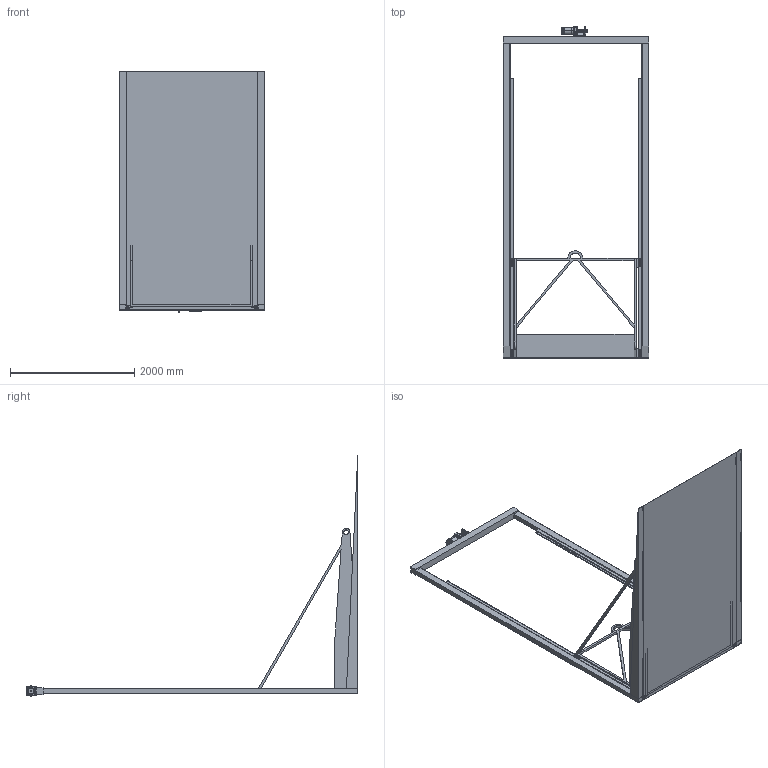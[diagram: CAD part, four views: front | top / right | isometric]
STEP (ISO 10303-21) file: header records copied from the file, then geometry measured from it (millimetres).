
FILE_DESCRIPTION(('FreeCAD Model'),'2;1');
FILE_NAME('Open CASCADE Shape Model','2025-05-04T17:18:04',('FreeCAD'),( 'FreeCAD'),'Open CASCADE STEP processor 7.6','FreeCAD','Unknown');
FILE_SCHEMA(('AUTOMOTIVE_DESIGN { 1 0 10303 214 1 1 1 1 }'));
Products named in the file (1): Open CASCADE STEP translator 7.6 1
Bounding box: 2347.9 x 5346.64 x 3877.15 mm (x, y, z)
Volume: 260730574 mm3; surface area: 40710653.7 mm2
Topology: 250 solids, 250 shells, 3537 faces, 9522 edges, 5914 vertices
Faces by surface type: bspline 3537
Entity records: 133435 total; most frequent: CARTESIAN_POINT 83188, ORIENTED_EDGE 17592, EDGE_CURVE 8796, VERTEX_POINT 5914, B_SPLINE_CURVE_WITH_KNOTS 4433, FACE_BOUND 4168, EDGE_LOOP 4168, ADVANCED_FACE 3537
